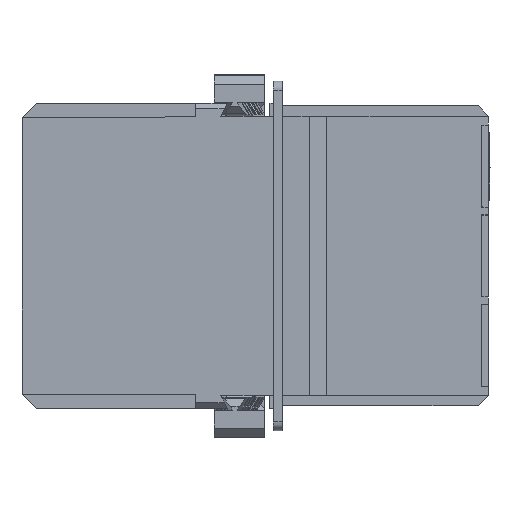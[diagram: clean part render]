
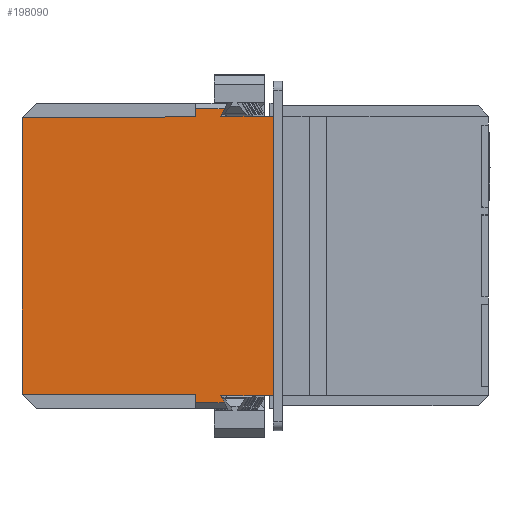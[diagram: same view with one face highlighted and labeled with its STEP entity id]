
A CAD part, front view. The second image highlights one B-rep face of the part: STEP entity #198090.
In plain terms, the highlighted face is planar.
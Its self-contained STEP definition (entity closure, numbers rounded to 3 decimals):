
#197060=CARTESIAN_POINT('',(71.327,9.742,
-3.2));
#197070=DIRECTION('',(0.008,1.,
0.));
#197080=DIRECTION('',(1.,-0.008,
0.));
#197090=AXIS2_PLACEMENT_3D('',#197060,#197070,#197080);
#197100=PLANE('',#197090);
#197110=CARTESIAN_POINT('',(15.228,10.211,
56.8));
#197120=DIRECTION('',(0.,0.,-1.));
#197130=VECTOR('',#197120,1.);
#197140=LINE('',#197110,#197130);
#197150=CARTESIAN_POINT('',(15.228,10.211,
16.934));
#197160=VERTEX_POINT('',#197150);
#197170=CARTESIAN_POINT('',(15.228,10.211,
-45.384));
#197180=VERTEX_POINT('',#197170);
#197190=EDGE_CURVE('',#197160,#197180,#197140,.T.);
#197200=ORIENTED_EDGE('',*,*,#197190,.F.);
#197210=CARTESIAN_POINT('',(-13.899,10.454,
-45.333));
#197220=DIRECTION('',(-1.,0.008,
0.002));
#197230=VECTOR('',#197220,1.);
#197240=LINE('',#197210,#197230);
#197250=CARTESIAN_POINT('',(26.989,10.112,
-45.404));
#197260=VERTEX_POINT('',#197250);
#197270=EDGE_CURVE('',#197260,#197180,#197240,.T.);
#197280=ORIENTED_EDGE('',*,*,#197270,.T.);
#197290=CARTESIAN_POINT('',(87.206,9.61,
56.8));
#197300=DIRECTION('',(0.508,-0.004,
0.862));
#197310=VECTOR('',#197300,1.);
#197320=LINE('',#197290,#197310);
#197330=CARTESIAN_POINT('',(26.02,10.12,
-47.05));
#197340=VERTEX_POINT('',#197330);
#197350=EDGE_CURVE('',#197340,#197260,#197320,.T.);
#197360=ORIENTED_EDGE('',*,*,#197350,.T.);
#197370=CARTESIAN_POINT('',(28.92,10.096,
-47.05));
#197380=DIRECTION('',(-1.,0.008,
0.));
#197390=VECTOR('',#197380,1.);
#197400=LINE('',#197370,#197390);
#197410=CARTESIAN_POINT('',(32.528,10.066,
-47.05));
#197420=VERTEX_POINT('',#197410);
#197430=EDGE_CURVE('',#197420,#197340,#197400,.T.);
#197440=ORIENTED_EDGE('',*,*,#197430,.T.);
#197450=CARTESIAN_POINT('',(32.528,10.066,
56.8));
#197460=DIRECTION('',(0.,0.,1.));
#197470=VECTOR('',#197460,1.);
#197480=LINE('',#197450,#197470);
#197490=CARTESIAN_POINT('',(32.528,10.066,
-45.235));
#197500=VERTEX_POINT('',#197490);
#197510=EDGE_CURVE('',#197420,#197500,#197480,.T.);
#197520=ORIENTED_EDGE('',*,*,#197510,.F.);
#197530=CARTESIAN_POINT('',(-13.899,10.454,
-45.398));
#197540=DIRECTION('',(-1.,0.008,
-0.003));
#197550=VECTOR('',#197540,1.);
#197560=LINE('',#197530,#197550);
#197570=CARTESIAN_POINT('',(71.327,9.742,
-45.1));
#197580=VERTEX_POINT('',#197570);
#197590=EDGE_CURVE('',#197580,#197500,#197560,.T.);
#197600=ORIENTED_EDGE('',*,*,#197590,.T.);
#197610=CARTESIAN_POINT('',(71.327,9.742,
15.25));
#197620=DIRECTION('',(0.,0.,1.));
#197630=VECTOR('',#197620,1.);
#197640=LINE('',#197610,#197630);
#197650=CARTESIAN_POINT('',(71.327,9.742,
16.65));
#197660=VERTEX_POINT('',#197650);
#197670=EDGE_CURVE('',#197580,#197660,#197640,.T.);
#197680=ORIENTED_EDGE('',*,*,#197670,.F.);
#197690=CARTESIAN_POINT('',(-13.899,10.454,
16.948));
#197700=DIRECTION('',(-1.,0.008,
0.003));
#197710=VECTOR('',#197700,1.);
#197720=LINE('',#197690,#197710);
#197730=CARTESIAN_POINT('',(32.528,10.066,
16.785));
#197740=VERTEX_POINT('',#197730);
#197750=EDGE_CURVE('',#197660,#197740,#197720,.T.);
#197760=ORIENTED_EDGE('',*,*,#197750,.F.);
#197770=CARTESIAN_POINT('',(32.528,10.066,
-3.2));
#197780=DIRECTION('',(0.,0.,-1.));
#197790=VECTOR('',#197780,1.);
#197800=LINE('',#197770,#197790);
#197810=CARTESIAN_POINT('',(32.528,10.066,
18.6));
#197820=VERTEX_POINT('',#197810);
#197830=EDGE_CURVE('',#197820,#197740,#197800,.T.);
#197840=ORIENTED_EDGE('',*,*,#197830,.T.);
#197850=CARTESIAN_POINT('',(28.92,10.096,
18.6));
#197860=DIRECTION('',(-1.,0.008,
0.));
#197870=VECTOR('',#197860,1.);
#197880=LINE('',#197850,#197870);
#197890=CARTESIAN_POINT('',(26.02,10.12,
18.6));
#197900=VERTEX_POINT('',#197890);
#197910=EDGE_CURVE('',#197820,#197900,#197880,.T.);
#197920=ORIENTED_EDGE('',*,*,#197910,.F.);
#197930=CARTESIAN_POINT('',(38.864,10.013,
-3.2));
#197940=DIRECTION('',(0.508,-0.004,
-0.862));
#197950=VECTOR('',#197940,1.);
#197960=LINE('',#197930,#197950);
#197970=CARTESIAN_POINT('',(26.989,10.112,
16.954));
#197980=VERTEX_POINT('',#197970);
#197990=EDGE_CURVE('',#197900,#197980,#197960,.T.);
#198000=ORIENTED_EDGE('',*,*,#197990,.F.);
#198010=CARTESIAN_POINT('',(-13.899,10.454,
16.883));
#198020=DIRECTION('',(-1.,0.008,
-0.002));
#198030=VECTOR('',#198020,1.);
#198040=LINE('',#198010,#198030);
#198050=EDGE_CURVE('',#197980,#197160,#198040,.T.);
#198060=ORIENTED_EDGE('',*,*,#198050,.F.);
#198070=EDGE_LOOP('',(#198060,#198000,#197920,#197840,#197760,#197680,
#197600,#197520,#197440,#197360,#197280,#197200));
#198080=FACE_OUTER_BOUND('',#198070,.T.);
#198090=ADVANCED_FACE('',(#198080),#197100,.T.);
